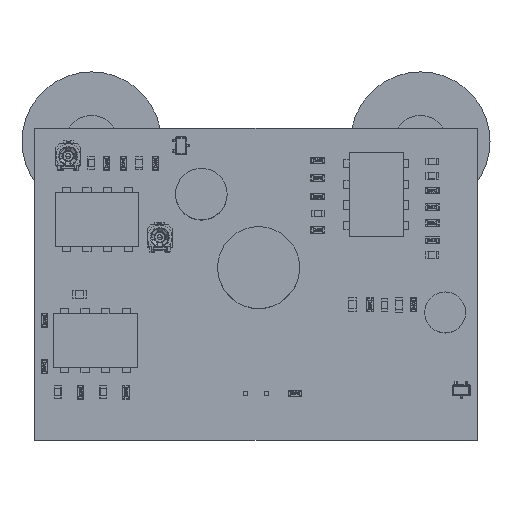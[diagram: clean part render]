
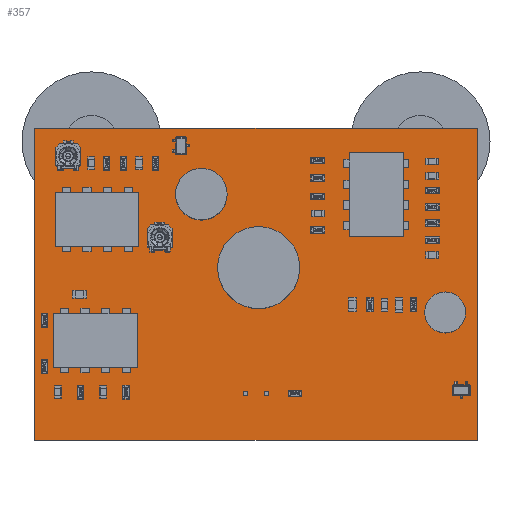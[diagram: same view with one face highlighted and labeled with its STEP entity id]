
A CAD part, top view. The second image highlights one B-rep face of the part: STEP entity #357.
In plain terms, the highlighted planar face has unit normal (0, 0, 1).
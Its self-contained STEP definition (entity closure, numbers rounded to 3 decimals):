
#228 = VERTEX_POINT('',#229);
#229 = CARTESIAN_POINT('',(0.,-38.1,0.345));
#235 = EDGE_CURVE('',#228,#236,#238,.T.);
#236 = VERTEX_POINT('',#237);
#237 = CARTESIAN_POINT('',(53.975,-38.1,0.345));
#238 = LINE('',#239,#240);
#239 = CARTESIAN_POINT('',(0.,-38.1,0.345));
#240 = VECTOR('',#241,1.);
#241 = DIRECTION('',(1.,0.,0.));
#266 = EDGE_CURVE('',#236,#267,#269,.T.);
#267 = VERTEX_POINT('',#268);
#268 = CARTESIAN_POINT('',(53.975,0.,0.345));
#269 = LINE('',#270,#271);
#270 = CARTESIAN_POINT('',(53.975,-38.1,0.345));
#271 = VECTOR('',#272,1.);
#272 = DIRECTION('',(0.,1.,0.));
#297 = EDGE_CURVE('',#267,#298,#300,.T.);
#298 = VERTEX_POINT('',#299);
#299 = CARTESIAN_POINT('',(0.,0.,0.345));
#300 = LINE('',#301,#302);
#301 = CARTESIAN_POINT('',(53.975,0.,0.345));
#302 = VECTOR('',#303,1.);
#303 = DIRECTION('',(-1.,0.,0.));
#328 = EDGE_CURVE('',#298,#228,#329,.T.);
#329 = LINE('',#330,#331);
#330 = CARTESIAN_POINT('',(0.,0.,0.345));
#331 = VECTOR('',#332,1.);
#332 = DIRECTION('',(0.,-1.,0.));
#357 = ADVANCED_FACE('',(#358),#364,.F.);
#358 = FACE_BOUND('',#359,.T.);
#359 = EDGE_LOOP('',(#360,#361,#362,#363));
#360 = ORIENTED_EDGE('',*,*,#235,.T.);
#361 = ORIENTED_EDGE('',*,*,#266,.T.);
#362 = ORIENTED_EDGE('',*,*,#297,.T.);
#363 = ORIENTED_EDGE('',*,*,#328,.T.);
#364 = PLANE('',#365);
#365 = AXIS2_PLACEMENT_3D('',#366,#367,#368);
#366 = CARTESIAN_POINT('',(0.,-38.1,0.345));
#367 = DIRECTION('',(0.,0.,-1.));
#368 = DIRECTION('',(-1.,0.,0.));
